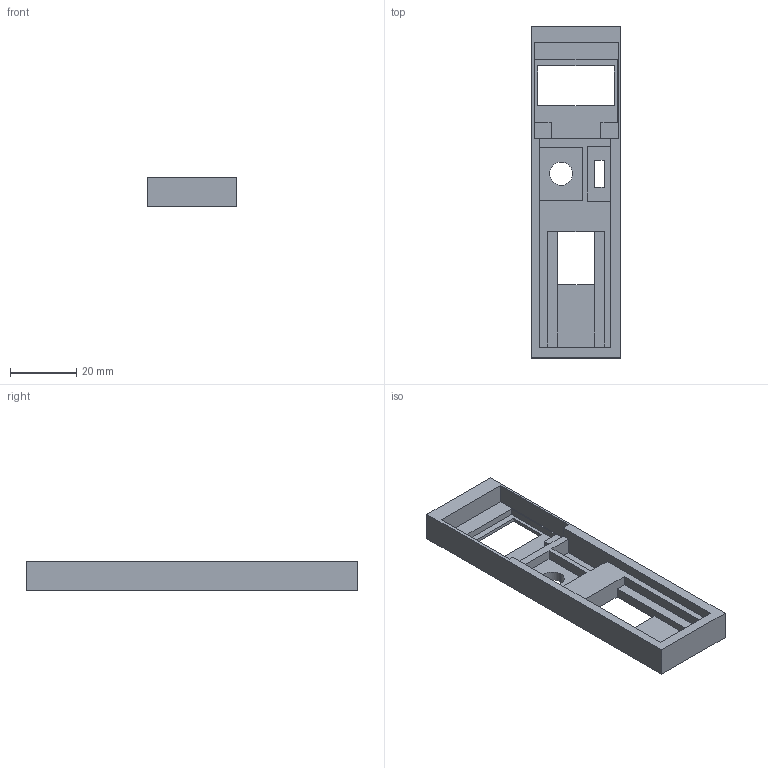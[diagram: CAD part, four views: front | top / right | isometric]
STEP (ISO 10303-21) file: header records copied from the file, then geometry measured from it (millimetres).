
FILE_DESCRIPTION (( 'STEP AP214' ), '1' );
FILE_NAME ('dessus.STEP', '2022-12-04T15:42:23', ( '' ), ( '' ), 'SwSTEP 2.0', 'SolidWorks 2021', '' );
FILE_SCHEMA (( 'AUTOMOTIVE_DESIGN' ));
Length unit declared in the file: millimetre
Products named in the file (1): dessus
Bounding box: 27 x 100 x 9 mm (x, y, z)
Volume: 10379 mm3; surface area: 8999.3 mm2
Topology: 1 solids, 1 shells, 50 faces, 144 edges, 96 vertices
Faces by surface type: plane 48, cylinder 2
Entity records: 1662 total; most frequent: CARTESIAN_POINT 291, ORIENTED_EDGE 288, DIRECTION 250, EDGE_CURVE 144, LINE 140, VECTOR 140, VERTEX_POINT 96, EDGE_LOOP 58
